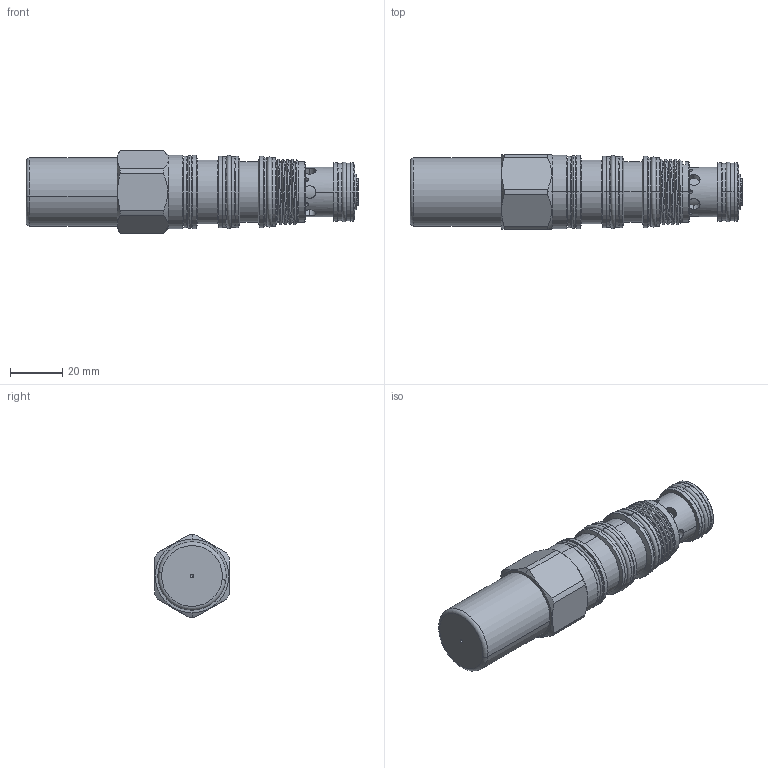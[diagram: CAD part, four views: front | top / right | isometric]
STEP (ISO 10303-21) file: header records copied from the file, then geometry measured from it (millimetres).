
FILE_DESCRIPTION (( 'STEP AP203' ), '1' );
FILE_NAME ('CW22A4A(4C)-C.STEP', '2020-03-18T06:24:59', ( '' ), ( '' ), 'SwSTEP 2.0', 'SolidWorks 2018', '' );
FILE_SCHEMA (( 'CONFIG_CONTROL_DESIGN' ));
Length unit declared in the file: millimetre
Products named in the file (1): CW22A4A(4C)-C
Bounding box: 127.24 x 28.57 x 31.8 mm (x, y, z)
Volume: 55120.2 mm3; surface area: 22579.7 mm2
Topology: 4 solids, 4 shells, 388 faces, 910 edges, 560 vertices
Faces by surface type: cylinder 202, plane 80, cone 52, torus 42, bspline 9, sphere 3
Entity records: 16170 total; most frequent: CARTESIAN_POINT 7461, DIRECTION 1836, ORIENTED_EDGE 1812, EDGE_CURVE 906, AXIS2_PLACEMENT_3D 784, VERTEX_POINT 559, EDGE_LOOP 427, CIRCLE 404
